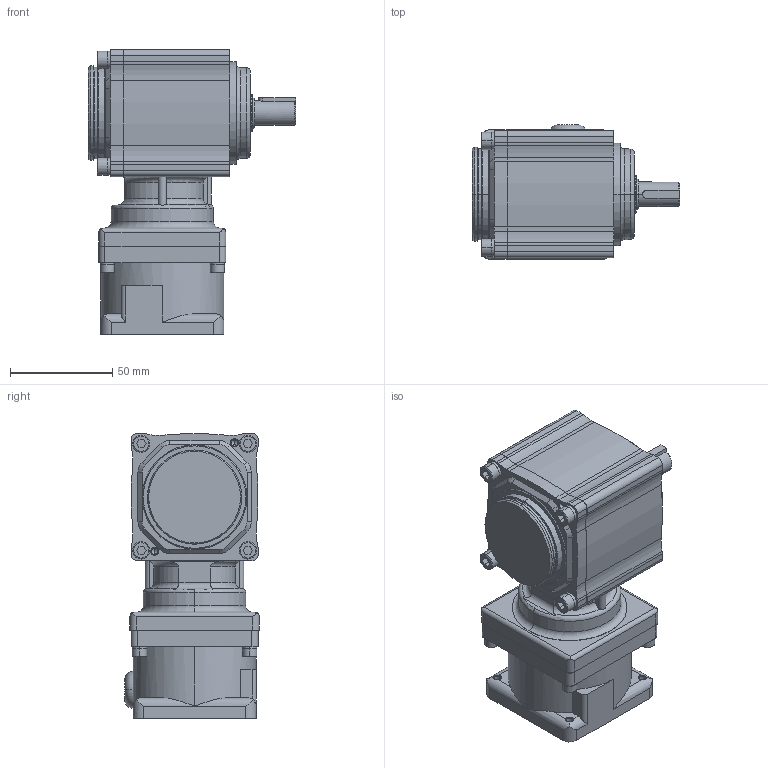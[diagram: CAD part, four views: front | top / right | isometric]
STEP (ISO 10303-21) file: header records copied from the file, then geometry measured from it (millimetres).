
FILE_DESCRIPTION (( 'STEP AP203' ), '1' );
FILE_NAME ('BA1-T039 T-8975.STEP', '2021-04-08T09:23:11', ( '' ), ( '' ), 'SwSTEP 2.0', 'SolidWorks 2020', '' );
FILE_SCHEMA (( 'CONFIG_CONTROL_DESIGN' ));
Length unit declared in the file: millimetre
Products named in the file (3): BA1-T039 T-8975; 1218F-200-S3_200W_Bracket T-8957; AFC12L-2_Gear head
Assembly tree (2 placements, depth 2):
  BA1-T039 T-8975
    AFC12L-2_Gear head
    1218F-200-S3_200W_Bracket T-8957
Bounding box: 101 x 65.5 x 139 mm (x, y, z)
Volume: 439825.7 mm3; surface area: 64037.8 mm2
Topology: 2 solids, 2 shells, 527 faces, 1286 edges, 806 vertices
Faces by surface type: cylinder 214, plane 198, cone 89, torus 26
Entity records: 16567 total; most frequent: CARTESIAN_POINT 3689, DIRECTION 2758, ORIENTED_EDGE 2544, EDGE_CURVE 1272, AXIS2_PLACEMENT_3D 1059, VERTEX_POINT 806, LINE 640, VECTOR 640
